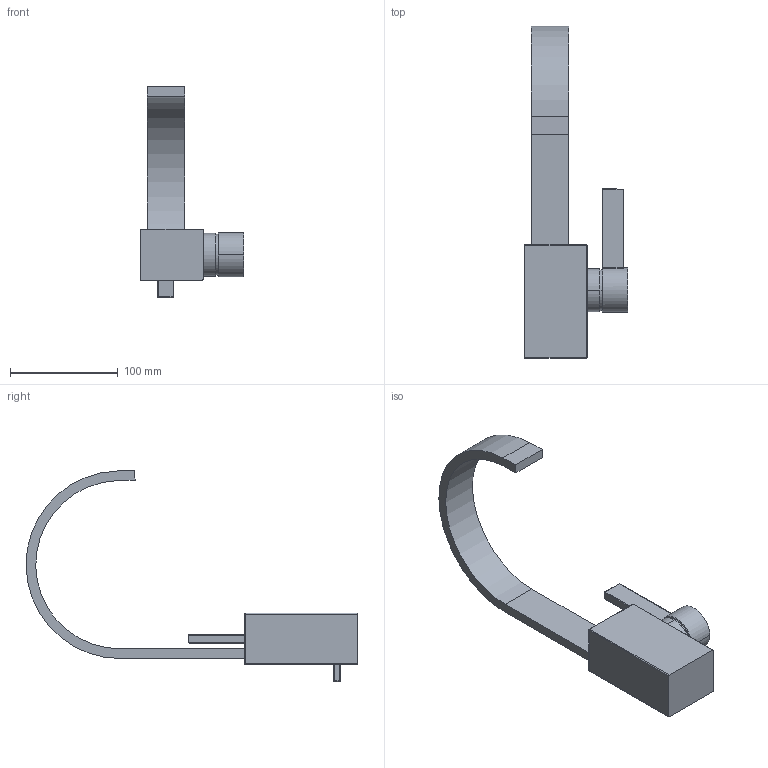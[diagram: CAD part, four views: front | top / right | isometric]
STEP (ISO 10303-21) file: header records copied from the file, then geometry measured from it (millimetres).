
FILE_DESCRIPTION (( 'STEP AP203' ), '1' );
FILE_NAME ('33500782-00.STEP', '2018-07-03T14:58:02', ( '' ), ( '' ), 'SwSTEP 2.0', 'SolidWorks 2017', '' );
FILE_SCHEMA (( 'CONFIG_CONTROL_DESIGN' ));
Length unit declared in the file: millimetre
Products named in the file (7): Planungsmodell_Koerper-+-09.19.78.023.90-01; Planungsmodell_Auslauf-+-33.513.780-02_ _K2_35x9_268_R82,5; Planungsmodell_Rohr_Gerade-+-09.30.01.113-01_-_K5_D38x2; Planungsmodell_Abdeckung-+-33.543.780-01_ _K18_15x16x6; Planungsmodell_Hebel-+-09.20.78.057-01_-; Planungsmodell_Rohr_Gerade-+-09.30.01.113-01_-_K4_D40x12; 33500782-00
Assembly tree (6 placements, depth 2):
  33500782-00
    Planungsmodell_Koerper-+-09.19.78.023.90-01
    Planungsmodell_Auslauf-+-33.513.780-02_ _K2_35x9_268_R82,5
    Planungsmodell_Abdeckung-+-33.543.780-01_ _K18_15x16x6
    Planungsmodell_Rohr_Gerade-+-09.30.01.113-01_-_K4_D40x12
    Planungsmodell_Rohr_Gerade-+-09.30.01.113-01_-_K5_D38x2
    Planungsmodell_Hebel-+-09.20.78.057-01_-
Bounding box: 96.5 x 307.99 x 196.04 mm (x, y, z)
Volume: 494701.3 mm3; surface area: 85971.1 mm2
Topology: 6 solids, 6 shells, 87 faces, 193 edges, 109 vertices
Faces by surface type: cylinder 35, plane 33, sphere 10, bspline 6, torus 3
Entity records: 3152 total; most frequent: CARTESIAN_POINT 570, DIRECTION 419, ORIENTED_EDGE 366, EDGE_CURVE 183, AXIS2_PLACEMENT_3D 164, VERTEX_POINT 109, VECTOR 91, LINE 91
